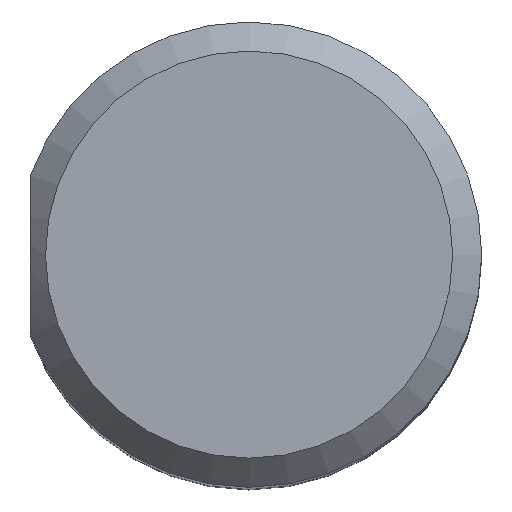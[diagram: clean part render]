
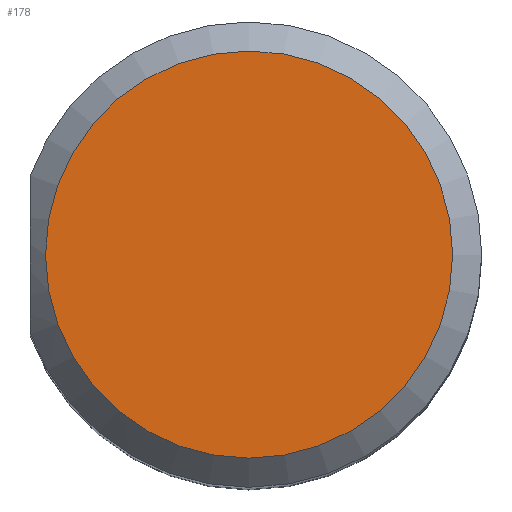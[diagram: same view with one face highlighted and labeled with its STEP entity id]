
A CAD part, top view. The second image highlights one B-rep face of the part: STEP entity #178.
In plain terms, the highlighted planar face has unit normal (0, 0, 1).
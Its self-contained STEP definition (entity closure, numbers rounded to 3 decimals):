
#178=ADVANCED_FACE('',(#206),#198,.T.);
#198=PLANE('',#419);
#206=FACE_OUTER_BOUND('',#221,.T.);
#221=EDGE_LOOP('',(#246));
#246=ORIENTED_EDGE('',*,*,#362,.T.);
#332=VERTEX_POINT('',#547);
#362=EDGE_CURVE('',#332,#332,#405,.T.);
#405=CIRCLE('',#418,7.);
#418=AXIS2_PLACEMENT_3D('',#546,#458,#459);
#419=AXIS2_PLACEMENT_3D('',#548,#460,#461);
#458=DIRECTION('',(0.,0.,1.));
#459=DIRECTION('',(1.,0.,0.));
#460=DIRECTION('',(0.,0.,1.));
#461=DIRECTION('',(1.,0.,0.));
#546=CARTESIAN_POINT('',(0.,0.,0.));
#547=CARTESIAN_POINT('',(7.,0.,0.));
#548=CARTESIAN_POINT('',(-3.,0.,0.));
